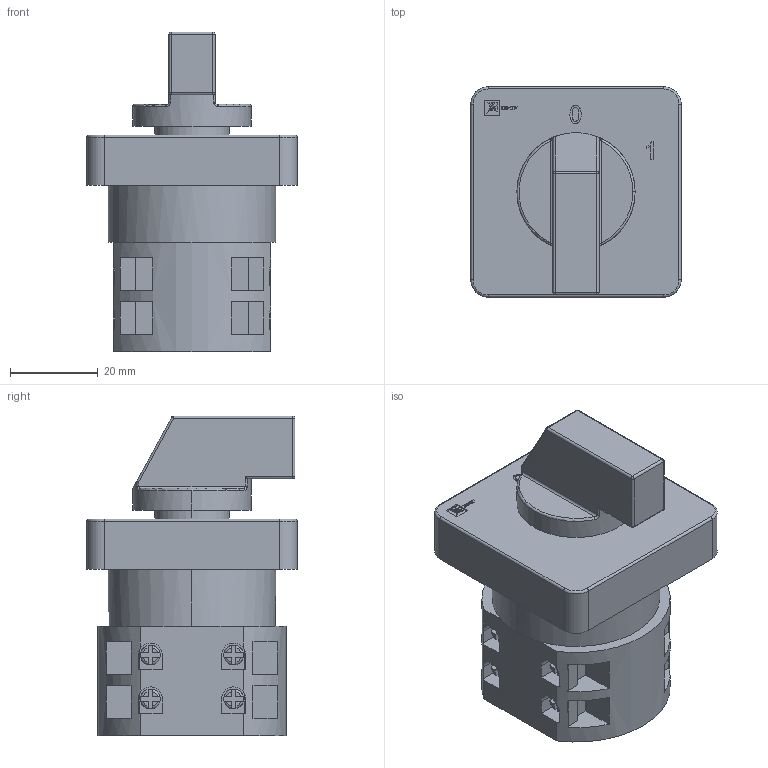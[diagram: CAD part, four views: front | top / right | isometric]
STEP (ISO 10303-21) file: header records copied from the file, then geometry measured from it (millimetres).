
FILE_DESCRIPTION (( 'STEP AP203' ), '1' );
FILE_NAME ('ﾏﾊ-1-13 10ﾀ 3ﾐ (pk-1-13-10).STEP', '2018-09-04T06:44:36', ( '' ), ( '' ), 'SwSTEP 2.0', 'SolidWorks 2017', '' );
FILE_SCHEMA (( 'CONFIG_CONTROL_DESIGN' ));
Length unit declared in the file: millimetre
Products named in the file (1): ﾏﾊ-1-13 10ﾀ 3ﾐ (pk-1-13-10)
Bounding box: 48 x 48 x 73 mm (x, y, z)
Volume: 80281 mm3; surface area: 17107.8 mm2
Topology: 1 solids, 1 shells, 456 faces, 1254 edges, 815 vertices
Faces by surface type: plane 296, cylinder 81, torus 39, bspline 34, sphere 6
Entity records: 16076 total; most frequent: CARTESIAN_POINT 4527, ORIENTED_EDGE 2500, DIRECTION 2244, EDGE_CURVE 1250, VERTEX_POINT 815, LINE 804, VECTOR 804, AXIS2_PLACEMENT_3D 720
